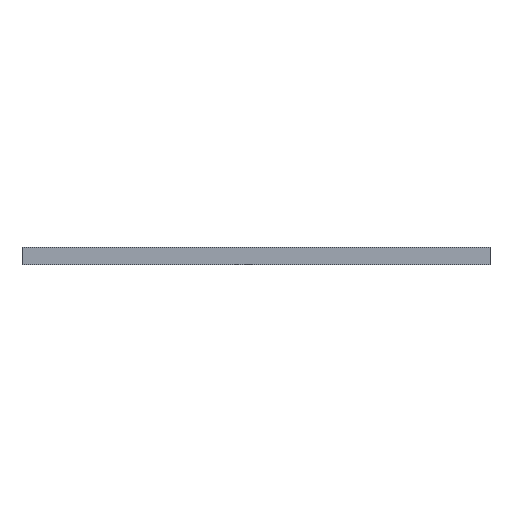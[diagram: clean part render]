
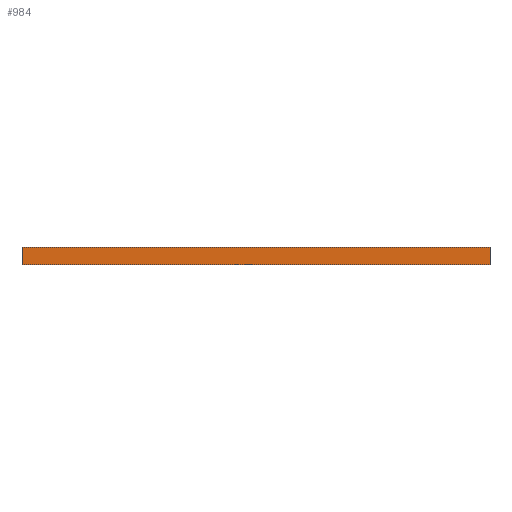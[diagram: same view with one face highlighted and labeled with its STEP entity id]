
A CAD part, left-side view. The second image highlights one B-rep face of the part: STEP entity #984.
In plain terms, the highlighted planar face has unit normal (-1, 0, 0).
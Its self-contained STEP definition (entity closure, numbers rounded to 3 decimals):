
#6 = LINE ( 'NONE', #1028, #358 ) ;
#10 = DIRECTION ( 'NONE',  ( 0., -1., 0. ) ) ;
#18 = LINE ( 'NONE', #627, #899 ) ;
#84 = DIRECTION ( 'NONE',  ( 0., 0., -1. ) ) ;
#130 = ORIENTED_EDGE ( 'NONE', *, *, #648, .T. ) ;
#154 = ORIENTED_EDGE ( 'NONE', *, *, #943, .T. ) ;
#208 = VERTEX_POINT ( 'NONE', #669 ) ;
#221 = CARTESIAN_POINT ( 'NONE',  ( -50., -55., 4. ) ) ;
#267 = LINE ( 'NONE', #441, #1034 ) ;
#327 = VECTOR ( 'NONE', #657, 1000. ) ;
#353 = EDGE_LOOP ( 'NONE', ( #154, #1020, #532, #130 ) ) ;
#358 = VECTOR ( 'NONE', #574, 1000. ) ;
#413 = CARTESIAN_POINT ( 'NONE',  ( -50., -55., 4. ) ) ;
#441 = CARTESIAN_POINT ( 'NONE',  ( -50., -55., 4. ) ) ;
#494 = DIRECTION ( 'NONE',  ( 1., 0., 0. ) ) ;
#532 = ORIENTED_EDGE ( 'NONE', *, *, #1055, .F. ) ;
#574 = DIRECTION ( 'NONE',  ( 0., 0., -1. ) ) ;
#589 = VERTEX_POINT ( 'NONE', #221 ) ;
#591 = CARTESIAN_POINT ( 'NONE',  ( -50., 55., 4. ) ) ;
#627 = CARTESIAN_POINT ( 'NONE',  ( -50., -55., 4. ) ) ;
#648 = EDGE_CURVE ( 'NONE', #688, #665, #6, .T. ) ;
#657 = DIRECTION ( 'NONE',  ( 0., -1., 0. ) ) ;
#665 = VERTEX_POINT ( 'NONE', #756 ) ;
#667 = LINE ( 'NONE', #1019, #327 ) ;
#669 = CARTESIAN_POINT ( 'NONE',  ( -50., -55., 0. ) ) ;
#688 = VERTEX_POINT ( 'NONE', #591 ) ;
#734 = AXIS2_PLACEMENT_3D ( 'NONE', #413, #494, #84 ) ;
#756 = CARTESIAN_POINT ( 'NONE',  ( -50., 55., 0. ) ) ;
#797 = EDGE_CURVE ( 'NONE', #589, #208, #18, .T. ) ;
#846 = PLANE ( 'NONE',  #734 ) ;
#893 = DIRECTION ( 'NONE',  ( 0., 0., -1. ) ) ;
#899 = VECTOR ( 'NONE', #893, 1000. ) ;
#943 = EDGE_CURVE ( 'NONE', #665, #208, #667, .T. ) ;
#984 = ADVANCED_FACE ( 'NONE', ( #1015 ), #846, .F. ) ;
#1015 = FACE_OUTER_BOUND ( 'NONE', #353, .T. ) ;
#1019 = CARTESIAN_POINT ( 'NONE',  ( -50., -55., 0. ) ) ;
#1020 = ORIENTED_EDGE ( 'NONE', *, *, #797, .F. ) ;
#1028 = CARTESIAN_POINT ( 'NONE',  ( -50., 55., 4. ) ) ;
#1034 = VECTOR ( 'NONE', #10, 1000. ) ;
#1055 = EDGE_CURVE ( 'NONE', #688, #589, #267, .T. ) ;
